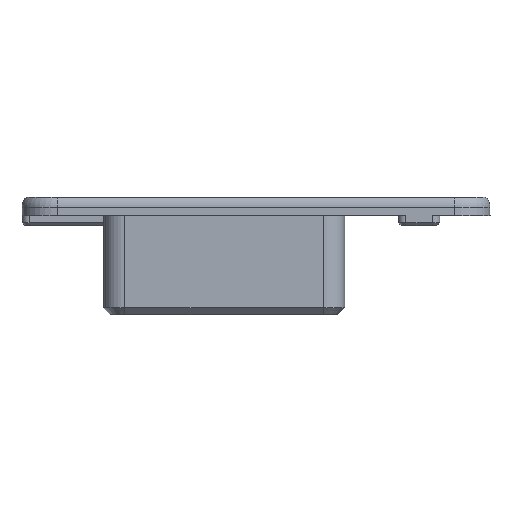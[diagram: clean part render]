
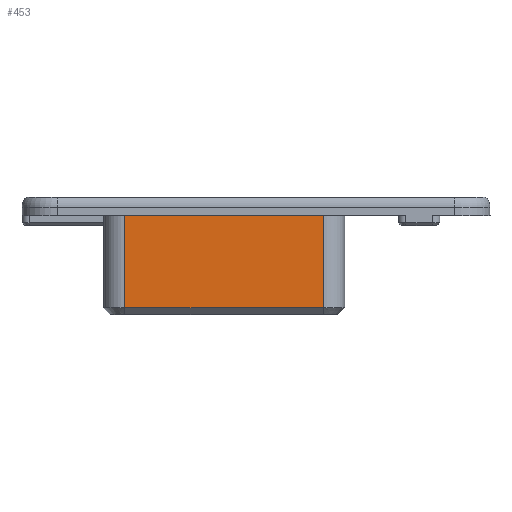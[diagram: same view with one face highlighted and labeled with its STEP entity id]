
A CAD part, left-side view. The second image highlights one B-rep face of the part: STEP entity #453.
In plain terms, the highlighted planar face has unit normal (-1, 0, 0).
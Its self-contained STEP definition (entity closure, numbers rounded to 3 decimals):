
#453=ADVANCED_FACE('',(#754),#607,.T.);
#607=PLANE('',#3851);
#754=FACE_OUTER_BOUND('',#963,.T.);
#963=EDGE_LOOP('',(#1688,#1689,#1690,#1691));
#1688=ORIENTED_EDGE('',*,*,#2794,.T.);
#1689=ORIENTED_EDGE('',*,*,#2782,.F.);
#1690=ORIENTED_EDGE('',*,*,#2795,.T.);
#1691=ORIENTED_EDGE('',*,*,#2796,.T.);
#2361=VERTEX_POINT('',#5862);
#2362=VERTEX_POINT('',#5864);
#2370=VERTEX_POINT('',#5885);
#2371=VERTEX_POINT('',#5887);
#2782=EDGE_CURVE('',#2361,#2362,#3168,.T.);
#2794=EDGE_CURVE('',#2370,#2362,#3173,.T.);
#2795=EDGE_CURVE('',#2361,#2371,#3174,.T.);
#2796=EDGE_CURVE('',#2371,#2370,#3175,.T.);
#3168=LINE('',#5863,#3512);
#3173=LINE('',#5884,#3517);
#3174=LINE('',#5886,#3518);
#3175=LINE('',#5888,#3519);
#3512=VECTOR('',#4691,1.);
#3517=VECTOR('',#4712,1.);
#3518=VECTOR('',#4713,1.);
#3519=VECTOR('',#4714,1.);
#3851=AXIS2_PLACEMENT_3D('',#5889,#4715,#4716);
#4691=DIRECTION('',(0.,-1.,0.));
#4712=DIRECTION('',(0.,0.,1.));
#4713=DIRECTION('',(0.,0.,-1.));
#4714=DIRECTION('',(0.,-1.,0.));
#4715=DIRECTION('',(-1.,0.,0.));
#4716=DIRECTION('',(0.,0.,-1.));
#5862=CARTESIAN_POINT('',(-157.5,13.5,-38.096));
#5863=CARTESIAN_POINT('',(-157.5,-7.661,-38.096));
#5864=CARTESIAN_POINT('',(-157.5,-14.5,-38.096));
#5884=CARTESIAN_POINT('',(-157.5,-14.5,-176.696));
#5885=CARTESIAN_POINT('',(-157.5,-14.5,-51.096));
#5886=CARTESIAN_POINT('',(-157.5,13.5,-176.696));
#5887=CARTESIAN_POINT('',(-157.5,13.5,-51.096));
#5888=CARTESIAN_POINT('',(-157.5,-17.5,-51.096));
#5889=CARTESIAN_POINT('',(-157.5,-17.5,-176.696));
